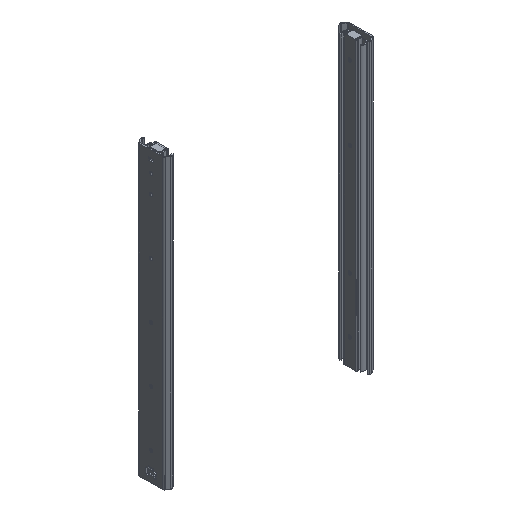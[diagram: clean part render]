
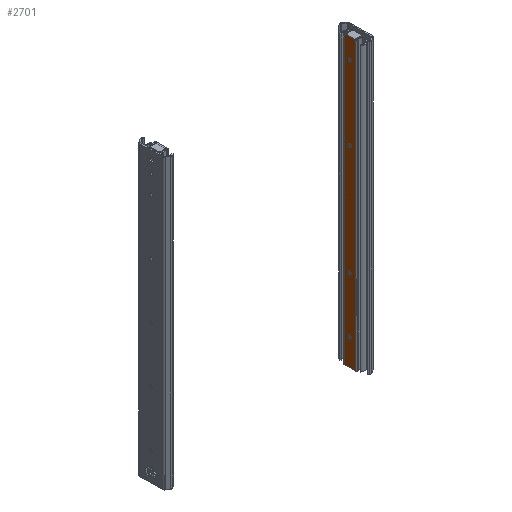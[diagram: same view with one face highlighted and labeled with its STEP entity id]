
A CAD part, isometric view. The second image highlights one B-rep face of the part: STEP entity #2701.
In plain terms, the highlighted face is planar.
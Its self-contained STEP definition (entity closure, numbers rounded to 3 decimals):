
#136=FACE_BOUND('',#479,.T.);
#137=FACE_BOUND('',#480,.T.);
#138=FACE_BOUND('',#481,.T.);
#139=FACE_BOUND('',#482,.T.);
#202=PLANE('',#3059);
#324=FACE_OUTER_BOUND('',#478,.T.);
#478=EDGE_LOOP('',(#2370,#2371,#2372,#2373));
#479=EDGE_LOOP('',(#2374));
#480=EDGE_LOOP('',(#2375));
#481=EDGE_LOOP('',(#2376));
#482=EDGE_LOOP('',(#2377));
#717=LINE('',#4632,#955);
#719=LINE('',#4658,#957);
#720=LINE('',#4660,#958);
#721=LINE('',#4661,#959);
#955=VECTOR('',#3768,10.);
#957=VECTOR('',#3780,10.);
#958=VECTOR('',#3781,10.);
#959=VECTOR('',#3782,10.);
#1065=CIRCLE('',#3027,2.9);
#1067=CIRCLE('',#3031,2.9);
#1069=CIRCLE('',#3035,2.9);
#1071=CIRCLE('',#3039,2.9);
#1297=VERTEX_POINT('',#4551);
#1299=VERTEX_POINT('',#4559);
#1301=VERTEX_POINT('',#4567);
#1303=VERTEX_POINT('',#4575);
#1317=VERTEX_POINT('',#4629);
#1318=VERTEX_POINT('',#4631);
#1324=VERTEX_POINT('',#4657);
#1325=VERTEX_POINT('',#4659);
#1638=EDGE_CURVE('',#1297,#1297,#1065,.T.);
#1642=EDGE_CURVE('',#1299,#1299,#1067,.T.);
#1646=EDGE_CURVE('',#1301,#1301,#1069,.T.);
#1650=EDGE_CURVE('',#1303,#1303,#1071,.T.);
#1672=EDGE_CURVE('',#1317,#1318,#717,.T.);
#1679=EDGE_CURVE('',#1317,#1324,#719,.T.);
#1680=EDGE_CURVE('',#1325,#1324,#720,.T.);
#1681=EDGE_CURVE('',#1325,#1318,#721,.T.);
#2370=ORIENTED_EDGE('',*,*,#1672,.F.);
#2371=ORIENTED_EDGE('',*,*,#1679,.T.);
#2372=ORIENTED_EDGE('',*,*,#1680,.F.);
#2373=ORIENTED_EDGE('',*,*,#1681,.T.);
#2374=ORIENTED_EDGE('',*,*,#1650,.T.);
#2375=ORIENTED_EDGE('',*,*,#1646,.T.);
#2376=ORIENTED_EDGE('',*,*,#1638,.T.);
#2377=ORIENTED_EDGE('',*,*,#1642,.T.);
#2701=ADVANCED_FACE('',(#324,#136,#137,#138,#139),#202,.T.);
#3027=AXIS2_PLACEMENT_3D('',#4552,#3694,#3695);
#3031=AXIS2_PLACEMENT_3D('',#4560,#3704,#3705);
#3035=AXIS2_PLACEMENT_3D('',#4568,#3714,#3715);
#3039=AXIS2_PLACEMENT_3D('',#4576,#3724,#3725);
#3059=AXIS2_PLACEMENT_3D('',#4656,#3778,#3779);
#3694=DIRECTION('center_axis',(-1.,0.,0.));
#3695=DIRECTION('ref_axis',(0.,0.,1.));
#3704=DIRECTION('center_axis',(-1.,0.,0.));
#3705=DIRECTION('ref_axis',(0.,0.,1.));
#3714=DIRECTION('center_axis',(-1.,0.,0.));
#3715=DIRECTION('ref_axis',(0.,0.,1.));
#3724=DIRECTION('center_axis',(-1.,0.,0.));
#3725=DIRECTION('ref_axis',(0.,0.,1.));
#3768=DIRECTION('',(0.,1.,0.));
#3778=DIRECTION('center_axis',(1.,0.,0.));
#3779=DIRECTION('ref_axis',(0.,-1.,0.));
#3780=DIRECTION('',(0.,0.,-1.));
#3781=DIRECTION('',(0.,-1.,0.));
#3782=DIRECTION('',(0.,0.,1.));
#4551=CARTESIAN_POINT('',(8.,0.,-37.9));
#4552=CARTESIAN_POINT('Origin',(8.,0.,-35.));
#4559=CARTESIAN_POINT('',(8.,0.,-165.9));
#4560=CARTESIAN_POINT('Origin',(8.,0.,-163.));
#4567=CARTESIAN_POINT('',(8.,0.,-357.9));
#4568=CARTESIAN_POINT('Origin',(8.,0.,-355.));
#4575=CARTESIAN_POINT('',(8.,0.,-453.9));
#4576=CARTESIAN_POINT('Origin',(8.,0.,-451.));
#4629=CARTESIAN_POINT('',(8.,-9.7,0.));
#4631=CARTESIAN_POINT('',(8.,9.7,0.));
#4632=CARTESIAN_POINT('',(8.,-11.283,0.));
#4656=CARTESIAN_POINT('Origin',(8.,11.283,0.));
#4657=CARTESIAN_POINT('',(8.,-9.7,-497.));
#4658=CARTESIAN_POINT('',(8.,-9.7,0.));
#4659=CARTESIAN_POINT('',(8.,9.7,-497.));
#4660=CARTESIAN_POINT('',(8.,-11.283,-497.));
#4661=CARTESIAN_POINT('',(8.,9.7,0.));
